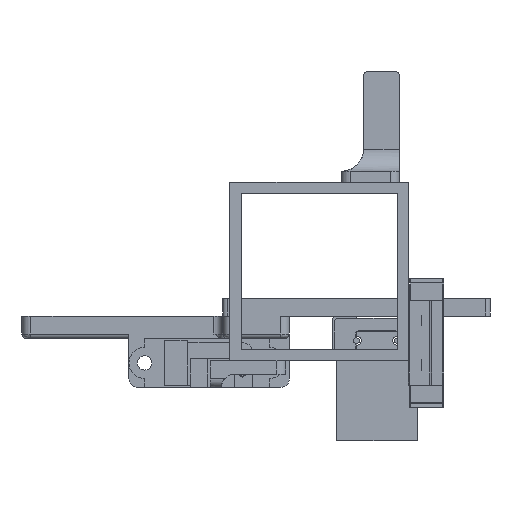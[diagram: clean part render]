
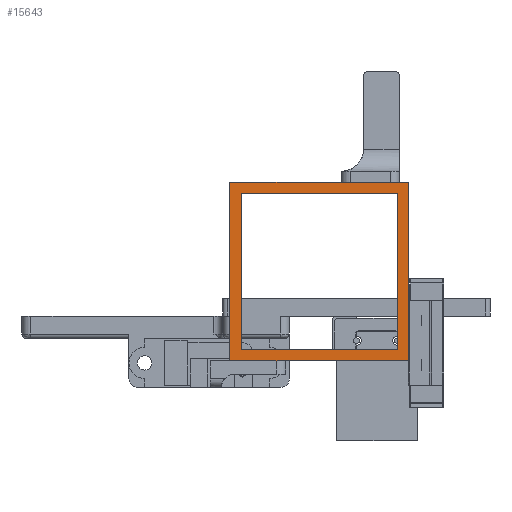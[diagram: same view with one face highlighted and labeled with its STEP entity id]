
A CAD part, left-side view. The second image highlights one B-rep face of the part: STEP entity #15643.
In plain terms, the highlighted planar face has unit normal (-1, 0, 0).
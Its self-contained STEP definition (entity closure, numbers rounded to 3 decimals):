
#274=FACE_BOUND('',#2493,.T.);
#1554=FACE_OUTER_BOUND('',#2492,.T.);
#2492=EDGE_LOOP('',(#12980,#12981,#12982,#12983));
#2493=EDGE_LOOP('',(#12984,#12985,#12986,#12987));
#2854=LINE('',#21651,#4568);
#3576=LINE('',#23290,#5290);
#4013=LINE('',#24546,#5727);
#4020=LINE('',#24570,#5734);
#4026=LINE('',#24591,#5740);
#4041=LINE('',#24634,#5755);
#4042=LINE('',#24637,#5756);
#4045=LINE('',#24643,#5759);
#4568=VECTOR('',#17354,10.);
#5290=VECTOR('',#18884,10.);
#5727=VECTOR('',#20061,10.);
#5734=VECTOR('',#20082,10.);
#5740=VECTOR('',#20102,10.);
#5755=VECTOR('',#20161,10.);
#5756=VECTOR('',#20164,10.);
#5759=VECTOR('',#20171,10.);
#6288=VERTEX_POINT('',#21648);
#6289=VERTEX_POINT('',#21650);
#6802=VERTEX_POINT('',#23288);
#7193=VERTEX_POINT('',#24543);
#7194=VERTEX_POINT('',#24545);
#7203=VERTEX_POINT('',#24567);
#7204=VERTEX_POINT('',#24569);
#7219=VERTEX_POINT('',#24636);
#7751=EDGE_CURVE('',#6289,#6288,#2854,.T.);
#8577=EDGE_CURVE('',#6802,#6288,#3576,.T.);
#9172=EDGE_CURVE('',#7194,#7193,#4013,.T.);
#9185=EDGE_CURVE('',#7204,#7203,#4020,.T.);
#9197=EDGE_CURVE('',#7193,#7204,#4026,.T.);
#9219=EDGE_CURVE('',#7203,#7194,#4041,.T.);
#9220=EDGE_CURVE('',#7219,#6289,#4042,.T.);
#9223=EDGE_CURVE('',#6802,#7219,#4045,.T.);
#12980=ORIENTED_EDGE('',*,*,#9223,.T.);
#12981=ORIENTED_EDGE('',*,*,#9220,.T.);
#12982=ORIENTED_EDGE('',*,*,#7751,.T.);
#12983=ORIENTED_EDGE('',*,*,#8577,.F.);
#12984=ORIENTED_EDGE('',*,*,#9219,.T.);
#12985=ORIENTED_EDGE('',*,*,#9172,.T.);
#12986=ORIENTED_EDGE('',*,*,#9197,.T.);
#12987=ORIENTED_EDGE('',*,*,#9185,.T.);
#14939=PLANE('',#16795);
#15643=ADVANCED_FACE('',(#1554,#274),#14939,.T.);
#16795=AXIS2_PLACEMENT_3D('',#24645,#20173,#20174);
#17354=DIRECTION('',(0.,-1.,0.));
#18884=DIRECTION('',(0.,0.,-1.));
#20061=DIRECTION('',(0.,0.,1.));
#20082=DIRECTION('',(0.,0.,-1.));
#20102=DIRECTION('',(0.,-1.,0.));
#20161=DIRECTION('',(0.,1.,0.));
#20164=DIRECTION('',(0.,0.,-1.));
#20171=DIRECTION('',(0.,1.,0.));
#20173=DIRECTION('center_axis',(-1.,0.,0.));
#20174=DIRECTION('ref_axis',(0.,-1.,0.));
#21648=CARTESIAN_POINT('',(-277.5,10.,-24.));
#21650=CARTESIAN_POINT('',(-277.5,50.,-24.));
#21651=CARTESIAN_POINT('',(-277.5,50.,-24.));
#23288=CARTESIAN_POINT('',(-277.5,10.,16.));
#23290=CARTESIAN_POINT('',(-277.5,10.,-10.55));
#24543=CARTESIAN_POINT('',(-277.5,47.5,13.5));
#24545=CARTESIAN_POINT('',(-277.5,47.5,-21.5));
#24546=CARTESIAN_POINT('',(-277.5,47.5,13.5));
#24567=CARTESIAN_POINT('',(-277.5,12.5,-21.5));
#24569=CARTESIAN_POINT('',(-277.5,12.5,13.5));
#24570=CARTESIAN_POINT('',(-277.5,12.5,-21.5));
#24591=CARTESIAN_POINT('',(-277.5,12.5,13.5));
#24634=CARTESIAN_POINT('',(-277.5,47.5,-21.5));
#24636=CARTESIAN_POINT('',(-277.5,50.,16.));
#24637=CARTESIAN_POINT('',(-277.5,50.,16.));
#24643=CARTESIAN_POINT('',(-277.5,10.,16.));
#24645=CARTESIAN_POINT('Origin',(-277.5,30.,-4.));
